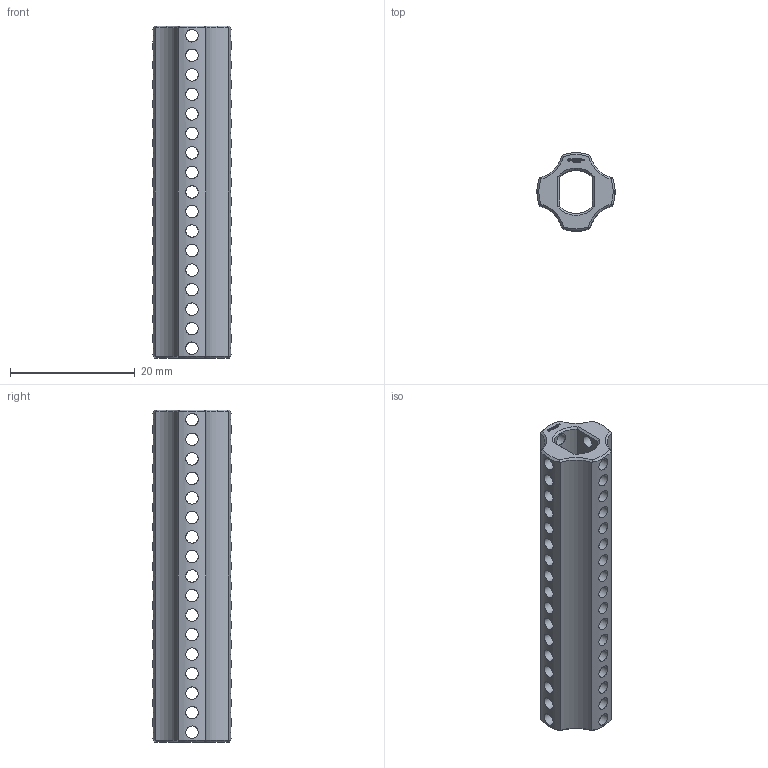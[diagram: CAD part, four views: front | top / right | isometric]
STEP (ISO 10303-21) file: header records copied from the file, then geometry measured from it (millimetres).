
FILE_DESCRIPTION(('FreeCAD Model'),'2;1');
FILE_NAME('Open CASCADE Shape Model','2024-06-16T00:04:19',(''),(''), 'Open CASCADE STEP processor 7.6','FreeCAD','Unknown');
FILE_SCHEMA(('AUTOMOTIVE_DESIGN { 1 0 10303 214 1 1 1 1 }'));
Length unit declared in the file: millimetre
Products named in the file (1): Power-Transmission Hub PLN IDX FXD BU04.25 - SPN-PTH-0017 
(stemfie.org)
Bounding box: 12.5 x 12.5 x 53.12 mm (x, y, z)
Volume: 3167.4 mm3; surface area: 4285.8 mm2
Topology: 1 solids, 1 shells, 532 faces, 1507 edges, 1008 vertices
Faces by surface type: plane 320, extrusion 114, cylinder 78, cone 20
Full cylindrical faces by diameter (mm): 2 x68
Entity records: 22250 total; most frequent: CARTESIAN_POINT 8739, ORIENTED_EDGE 3014, DIRECTION 2193, EDGE_CURVE 1507, VECTOR 1159, LINE 1045, VERTEX_POINT 1008, FACE_BOUND 701
